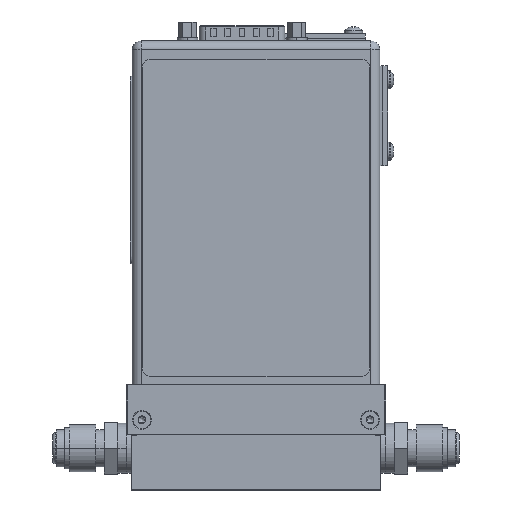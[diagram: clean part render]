
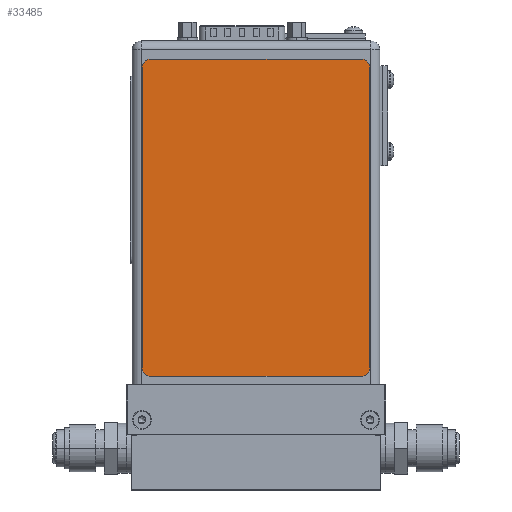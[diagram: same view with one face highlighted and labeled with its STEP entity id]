
A CAD part, top view. The second image highlights one B-rep face of the part: STEP entity #33485.
In plain terms, the highlighted planar face has unit normal (0, 0, 1).
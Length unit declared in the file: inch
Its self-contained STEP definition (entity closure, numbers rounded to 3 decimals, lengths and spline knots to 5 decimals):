
#33242=CARTESIAN_POINT('',(2.63,3.71,0.004));
#33243=DIRECTION('',(0.,0.,1.));
#33244=DIRECTION('',(1.,0.,0.));
#33245=AXIS2_PLACEMENT_3D('',#33242,#33243,#33244);
#33250=DIRECTION('',(0.,1.,0.));
#33251=VECTOR('',#33250,3.61);
#33252=CARTESIAN_POINT('',(2.73,0.1,0.004));
#33253=LINE('',#33252,#33251);
#33257=CARTESIAN_POINT('',(2.63,0.1,0.004));
#33258=DIRECTION('',(0.,0.,1.));
#33259=DIRECTION('',(0.,-1.,0.));
#33260=AXIS2_PLACEMENT_3D('',#33257,#33258,#33259);
#33265=DIRECTION('',(1.,0.,0.));
#33266=VECTOR('',#33265,2.53);
#33267=CARTESIAN_POINT('',(0.1,0.,0.004));
#33268=LINE('',#33267,#33266);
#33272=CARTESIAN_POINT('',(0.1,0.1,0.004));
#33273=DIRECTION('',(0.,0.,1.));
#33274=DIRECTION('',(-1.,0.,0.));
#33275=AXIS2_PLACEMENT_3D('',#33272,#33273,#33274);
#33280=DIRECTION('',(0.,-1.,0.));
#33281=VECTOR('',#33280,3.61);
#33282=CARTESIAN_POINT('',(0.,3.71,0.004));
#33283=LINE('',#33282,#33281);
#33287=CARTESIAN_POINT('',(0.1,3.71,0.004));
#33288=DIRECTION('',(0.,0.,1.));
#33289=DIRECTION('',(0.,1.,0.));
#33290=AXIS2_PLACEMENT_3D('',#33287,#33288,#33289);
#33295=DIRECTION('',(-1.,0.,0.));
#33296=VECTOR('',#33295,2.53);
#33297=CARTESIAN_POINT('',(2.63,3.81,0.004));
#33298=LINE('',#33297,#33296);
#33306=CARTESIAN_POINT('',(2.73,3.71,0.004));
#33307=VERTEX_POINT('',#33306);
#33308=CARTESIAN_POINT('',(2.63,3.81,0.004));
#33309=VERTEX_POINT('',#33308);
#33314=CARTESIAN_POINT('',(0.1,3.81,0.004));
#33315=VERTEX_POINT('',#33314);
#33316=CARTESIAN_POINT('',(0.,3.71,0.004));
#33317=VERTEX_POINT('',#33316);
#33322=CARTESIAN_POINT('',(0.,0.1,0.004));
#33323=VERTEX_POINT('',#33322);
#33324=CARTESIAN_POINT('',(0.1,0.,0.004));
#33325=VERTEX_POINT('',#33324);
#33328=CARTESIAN_POINT('',(2.73,0.1,0.004));
#33329=VERTEX_POINT('',#33328);
#33332=CARTESIAN_POINT('',(2.63,0.,0.004));
#33333=VERTEX_POINT('',#33332);
#33470=CARTESIAN_POINT('',(0.,0.,0.004));
#33471=DIRECTION('',(0.,0.,1.));
#33472=DIRECTION('',(1.,0.,0.));
#33473=AXIS2_PLACEMENT_3D('',#33470,#33471,#33472);
#33474=PLANE('',#33473);
#33475=ORIENTED_EDGE('',*,*,#33366,.F.);
#33476=ORIENTED_EDGE('',*,*,#33382,.F.);
#33477=ORIENTED_EDGE('',*,*,#33395,.F.);
#33478=ORIENTED_EDGE('',*,*,#33408,.F.);
#33479=ORIENTED_EDGE('',*,*,#33423,.F.);
#33480=ORIENTED_EDGE('',*,*,#33436,.F.);
#33481=ORIENTED_EDGE('',*,*,#33451,.F.);
#33482=ORIENTED_EDGE('',*,*,#33463,.F.);
#33483=EDGE_LOOP('',(#33475,#33476,#33477,#33478,#33479,#33480,#33481,#33482));
#33484=FACE_OUTER_BOUND('',#33483,.F.);
#33485=ADVANCED_FACE('',(#33484),#33474,.T.);
#33246=CIRCLE('',#33245,0.1);
#33261=CIRCLE('',#33260,0.1);
#33276=CIRCLE('',#33275,0.1);
#33291=CIRCLE('',#33290,0.1);
#33366=EDGE_CURVE('',#33307,#33309,#33246,.T.);
#33382=EDGE_CURVE('',#33329,#33307,#33253,.T.);
#33395=EDGE_CURVE('',#33333,#33329,#33261,.T.);
#33408=EDGE_CURVE('',#33325,#33333,#33268,.T.);
#33423=EDGE_CURVE('',#33323,#33325,#33276,.T.);
#33436=EDGE_CURVE('',#33317,#33323,#33283,.T.);
#33451=EDGE_CURVE('',#33315,#33317,#33291,.T.);
#33463=EDGE_CURVE('',#33309,#33315,#33298,.T.);
